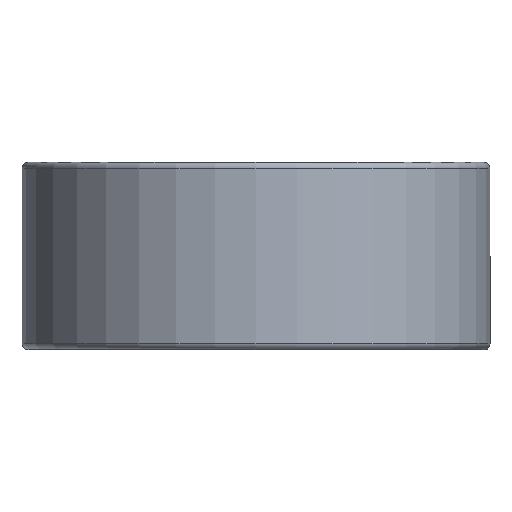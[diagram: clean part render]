
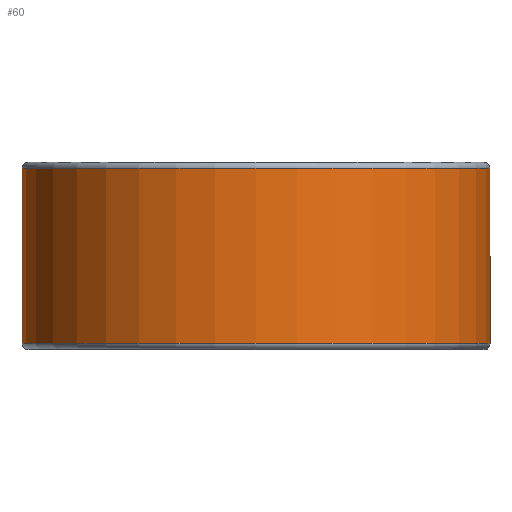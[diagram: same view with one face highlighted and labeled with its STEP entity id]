
A CAD part, top view. The second image highlights one B-rep face of the part: STEP entity #60.
In plain terms, the highlighted cylindrical face has radius 29.794 mm (diameter 59.588 mm), a partial arc.
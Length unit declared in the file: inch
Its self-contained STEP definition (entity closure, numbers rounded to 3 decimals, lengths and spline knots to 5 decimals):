
#9 = AXIS2_PLACEMENT_3D ( 'NONE', #825, #26, #44 ) ;
#22 = CARTESIAN_POINT ( 'NONE',  ( 1.173, 0.43875, 0. ) ) ;
#26 = DIRECTION ( 'NONE',  ( 0., -1., 0. ) ) ;
#44 = DIRECTION ( 'NONE',  ( 0., 0., -1. ) ) ;
#60 = ADVANCED_FACE ( 'NONE', ( #920 ), #1283, .T. ) ;
#141 = LINE ( 'NONE', #939, #1105 ) ;
#324 = EDGE_CURVE ( 'NONE', #1818, #666, #1732, .T. ) ;
#496 = EDGE_CURVE ( 'NONE', #1818, #1728, #1389, .T. ) ;
#666 = VERTEX_POINT ( 'NONE', #22 ) ;
#670 = CARTESIAN_POINT ( 'NONE',  ( 0., 0.43875, 0. ) ) ;
#706 = DIRECTION ( 'NONE',  ( 0., 1., 0. ) ) ;
#825 = CARTESIAN_POINT ( 'NONE',  ( 0., 0.4375, 0. ) ) ;
#862 = DIRECTION ( 'NONE',  ( 0., 0., -1. ) ) ;
#895 = AXIS2_PLACEMENT_3D ( 'NONE', #670, #2005, #862 ) ;
#920 = FACE_OUTER_BOUND ( 'NONE', #1973, .T. ) ;
#926 = CIRCLE ( 'NONE', #895, 1.173 ) ;
#939 = CARTESIAN_POINT ( 'NONE',  ( 0., 0.43875, -1.173 ) ) ;
#1034 = DIRECTION ( 'NONE',  ( 0., -1., 0. ) ) ;
#1105 = VECTOR ( 'NONE', #2071, 39.37008 ) ;
#1170 = ORIENTED_EDGE ( 'NONE', *, *, #2403, .F. ) ;
#1229 = VECTOR ( 'NONE', #706, 39.37008 ) ;
#1283 = CYLINDRICAL_SURFACE ( 'NONE', #9, 1.173 ) ;
#1344 = EDGE_CURVE ( 'NONE', #666, #2292, #926, .T. ) ;
#1346 = CARTESIAN_POINT ( 'NONE',  ( 0., 0.43875, -1.173 ) ) ;
#1389 = CIRCLE ( 'NONE', #1974, 1.173 ) ;
#1395 = ORIENTED_EDGE ( 'NONE', *, *, #324, .T. ) ;
#1570 = CARTESIAN_POINT ( 'NONE',  ( 1.173, -0.43875, 0. ) ) ;
#1726 = CARTESIAN_POINT ( 'NONE',  ( 0., -0.43875, -1.173 ) ) ;
#1728 = VERTEX_POINT ( 'NONE', #1726 ) ;
#1732 = LINE ( 'NONE', #2048, #1229 ) ;
#1818 = VERTEX_POINT ( 'NONE', #1570 ) ;
#1820 = ORIENTED_EDGE ( 'NONE', *, *, #1344, .T. ) ;
#1973 = EDGE_LOOP ( 'NONE', ( #1395, #1820, #1170, #2456 ) ) ;
#1974 = AXIS2_PLACEMENT_3D ( 'NONE', #2172, #1034, #2358 ) ;
#2005 = DIRECTION ( 'NONE',  ( 0., -1., 0. ) ) ;
#2048 = CARTESIAN_POINT ( 'NONE',  ( 1.173, 0.43875, 0. ) ) ;
#2071 = DIRECTION ( 'NONE',  ( 0., 1., 0. ) ) ;
#2172 = CARTESIAN_POINT ( 'NONE',  ( 0., -0.43875, 0. ) ) ;
#2292 = VERTEX_POINT ( 'NONE', #1346 ) ;
#2358 = DIRECTION ( 'NONE',  ( 0., 0., -1. ) ) ;
#2403 = EDGE_CURVE ( 'NONE', #1728, #2292, #141, .T. ) ;
#2456 = ORIENTED_EDGE ( 'NONE', *, *, #496, .F. ) ;
